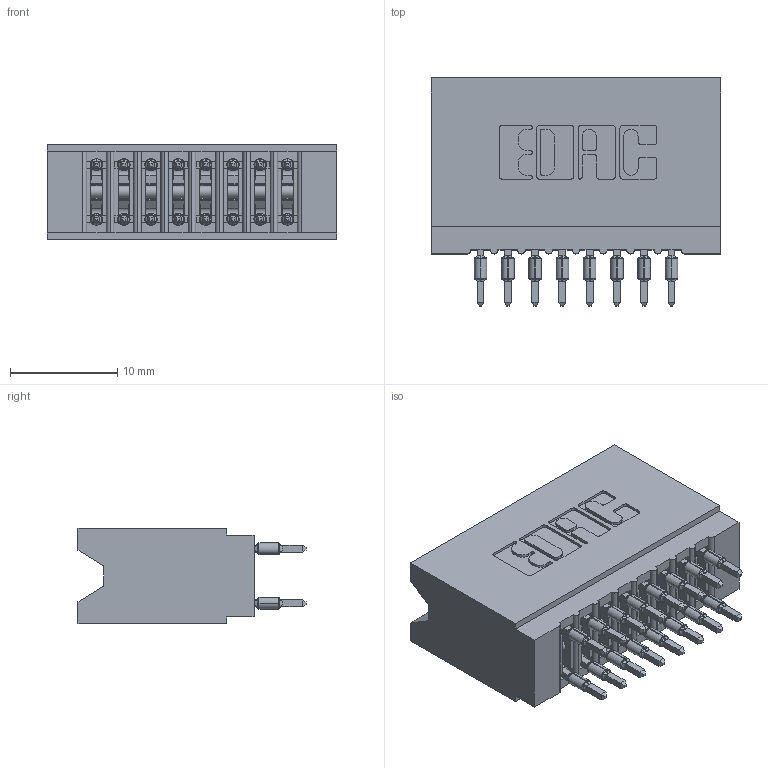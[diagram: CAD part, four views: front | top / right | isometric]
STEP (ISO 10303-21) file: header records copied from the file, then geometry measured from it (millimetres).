
FILE_DESCRIPTION (( 'STEP AP203' ), '1' );
FILE_NAME ('745-016-560-206.STEP', '2026-02-26T16:07:26', ( '' ), ( '' ), 'SwSTEP 2.0', 'SolidWorks 2023', '' );
FILE_SCHEMA (( 'CONFIG_CONTROL_DESIGN' ));
Length unit declared in the file: millimetre
Products named in the file (3): 745-016-560-206; 745 Part_Insulator Option - 06; 745-292-001_560
Assembly tree (17 placements, depth 2):
  745-016-560-206
    745 Part_Insulator Option - 06
    745-292-001_560  x16
Bounding box: 26.92 x 21.22 x 8.89 mm (x, y, z)
Volume: 2666.9 mm3; surface area: 4914 mm2
Topology: 17 solids, 17 shells, 1672 faces, 4572 edges, 2908 vertices
Faces by surface type: plane 872, cylinder 384, bspline 320, torus 96
Entity records: 18453 total; most frequent: CARTESIAN_POINT 3716, ORIENTED_EDGE 3084, DIRECTION 2728, EDGE_CURVE 1542, LINE 1304, VECTOR 1304, VERTEX_POINT 988, AXIS2_PLACEMENT_3D 712
